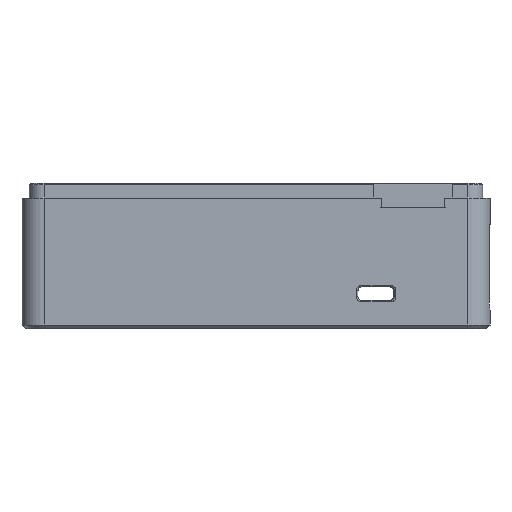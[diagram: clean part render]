
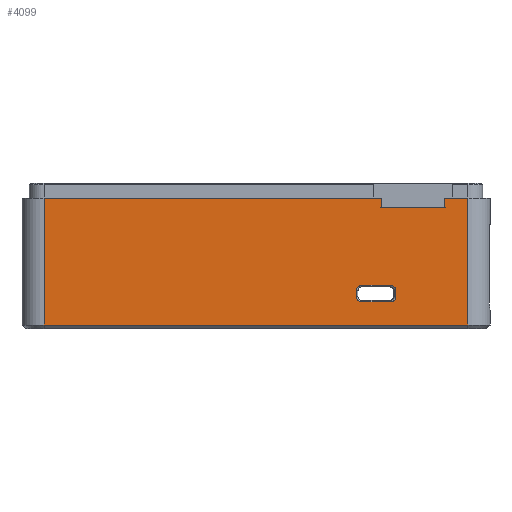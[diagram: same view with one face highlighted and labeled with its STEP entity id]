
A CAD part, left-side view. The second image highlights one B-rep face of the part: STEP entity #4099.
In plain terms, the highlighted planar face has unit normal (-1, 0, 0).
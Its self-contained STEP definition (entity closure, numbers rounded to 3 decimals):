
#45=FACE_BOUND('',#624,.T.);
#177=CIRCLE('',#4413,0.715);
#178=CIRCLE('',#4414,0.715);
#179=CIRCLE('',#4415,0.715);
#180=CIRCLE('',#4416,0.715);
#371=FACE_OUTER_BOUND('',#623,.T.);
#623=EDGE_LOOP('',(#2980,#2981,#2982,#2983,#2984,#2985,#2986,#2987));
#624=EDGE_LOOP('',(#2988,#2989,#2990,#2991,#2992,#2993,#2994,#2995));
#832=LINE('',#6019,#1268);
#840=LINE('',#6055,#1276);
#875=LINE('',#6175,#1311);
#968=LINE('',#6400,#1404);
#970=LINE('',#6406,#1406);
#971=LINE('',#6408,#1407);
#972=LINE('',#6409,#1408);
#973=LINE('',#6410,#1409);
#974=LINE('',#6413,#1410);
#975=LINE('',#6417,#1411);
#976=LINE('',#6421,#1412);
#977=LINE('',#6425,#1413);
#1268=VECTOR('',#4752,10.);
#1276=VECTOR('',#4780,10.);
#1311=VECTOR('',#4881,10.);
#1404=VECTOR('',#5080,10.);
#1406=VECTOR('',#5086,10.);
#1407=VECTOR('',#5087,10.);
#1408=VECTOR('',#5088,10.);
#1409=VECTOR('',#5089,10.);
#1410=VECTOR('',#5090,10.);
#1411=VECTOR('',#5093,10.);
#1412=VECTOR('',#5096,10.);
#1413=VECTOR('',#5099,10.);
#1701=VERTEX_POINT('',#6009);
#1703=VERTEX_POINT('',#6015);
#1714=VERTEX_POINT('',#6053);
#1757=VERTEX_POINT('',#6172);
#1758=VERTEX_POINT('',#6174);
#1837=VERTEX_POINT('',#6399);
#1839=VERTEX_POINT('',#6405);
#1840=VERTEX_POINT('',#6407);
#1841=VERTEX_POINT('',#6411);
#1842=VERTEX_POINT('',#6412);
#1843=VERTEX_POINT('',#6414);
#1844=VERTEX_POINT('',#6416);
#1845=VERTEX_POINT('',#6418);
#1846=VERTEX_POINT('',#6420);
#1847=VERTEX_POINT('',#6422);
#1848=VERTEX_POINT('',#6424);
#2078=EDGE_CURVE('',#1701,#1703,#832,.T.);
#2093=EDGE_CURVE('',#1714,#1701,#840,.T.);
#2148=EDGE_CURVE('',#1758,#1757,#875,.T.);
#2261=EDGE_CURVE('',#1703,#1837,#968,.T.);
#2264=EDGE_CURVE('',#1714,#1839,#970,.F.);
#2265=EDGE_CURVE('',#1839,#1840,#971,.T.);
#2266=EDGE_CURVE('',#1840,#1758,#972,.F.);
#2267=EDGE_CURVE('',#1757,#1837,#973,.F.);
#2268=EDGE_CURVE('',#1841,#1842,#974,.T.);
#2269=EDGE_CURVE('',#1843,#1841,#177,.T.);
#2270=EDGE_CURVE('',#1844,#1843,#975,.T.);
#2271=EDGE_CURVE('',#1845,#1844,#178,.T.);
#2272=EDGE_CURVE('',#1846,#1845,#976,.T.);
#2273=EDGE_CURVE('',#1847,#1846,#179,.T.);
#2274=EDGE_CURVE('',#1848,#1847,#977,.T.);
#2275=EDGE_CURVE('',#1842,#1848,#180,.T.);
#2980=ORIENTED_EDGE('',*,*,#2078,.F.);
#2981=ORIENTED_EDGE('',*,*,#2093,.F.);
#2982=ORIENTED_EDGE('',*,*,#2264,.T.);
#2983=ORIENTED_EDGE('',*,*,#2265,.T.);
#2984=ORIENTED_EDGE('',*,*,#2266,.T.);
#2985=ORIENTED_EDGE('',*,*,#2148,.T.);
#2986=ORIENTED_EDGE('',*,*,#2267,.T.);
#2987=ORIENTED_EDGE('',*,*,#2261,.F.);
#2988=ORIENTED_EDGE('',*,*,#2268,.F.);
#2989=ORIENTED_EDGE('',*,*,#2269,.F.);
#2990=ORIENTED_EDGE('',*,*,#2270,.F.);
#2991=ORIENTED_EDGE('',*,*,#2271,.F.);
#2992=ORIENTED_EDGE('',*,*,#2272,.F.);
#2993=ORIENTED_EDGE('',*,*,#2273,.F.);
#2994=ORIENTED_EDGE('',*,*,#2274,.F.);
#2995=ORIENTED_EDGE('',*,*,#2275,.F.);
#3938=PLANE('',#4412);
#4099=ADVANCED_FACE('',(#371,#45),#3938,.F.);
#4412=AXIS2_PLACEMENT_3D('',#6404,#5084,#5085);
#4413=AXIS2_PLACEMENT_3D('',#6415,#5091,#5092);
#4414=AXIS2_PLACEMENT_3D('',#6419,#5094,#5095);
#4415=AXIS2_PLACEMENT_3D('',#6423,#5097,#5098);
#4416=AXIS2_PLACEMENT_3D('',#6426,#5100,#5101);
#4752=DIRECTION('',(0.,1.,0.));
#4780=DIRECTION('',(0.,0.,-1.));
#4881=DIRECTION('',(0.,0.,1.));
#5080=DIRECTION('',(0.,0.,1.));
#5084=DIRECTION('center_axis',(1.,0.,0.));
#5085=DIRECTION('ref_axis',(0.,-1.,0.));
#5086=DIRECTION('',(0.,-1.,0.));
#5087=DIRECTION('',(0.,0.,-1.));
#5088=DIRECTION('',(0.,-1.,0.));
#5089=DIRECTION('',(0.,-1.,0.));
#5090=DIRECTION('',(0.,0.,1.));
#5091=DIRECTION('center_axis',(-1.,0.,0.));
#5092=DIRECTION('ref_axis',(0.,-0.707,-0.707));
#5093=DIRECTION('',(0.,-1.,0.));
#5094=DIRECTION('center_axis',(-1.,0.,0.));
#5095=DIRECTION('ref_axis',(0.,0.707,0.707));
#5096=DIRECTION('',(0.,0.,-1.));
#5097=DIRECTION('center_axis',(-1.,0.,0.));
#5098=DIRECTION('ref_axis',(0.,0.707,0.707));
#5099=DIRECTION('',(0.,1.,0.));
#5100=DIRECTION('center_axis',(-1.,0.,0.));
#5101=DIRECTION('ref_axis',(0.,0.707,0.707));
#6009=CARTESIAN_POINT('',(-2.198,-2.485,-5.924));
#6015=CARTESIAN_POINT('',(-2.198,55.269,-5.924));
#6019=CARTESIAN_POINT('',(-2.198,-4.485,-5.924));
#6053=CARTESIAN_POINT('',(-2.198,-2.485,11.376));
#6055=CARTESIAN_POINT('',(-2.198,-2.485,2.376));
#6172=CARTESIAN_POINT('',(-2.198,9.252,11.376));
#6174=CARTESIAN_POINT('',(-2.198,9.252,10.076));
#6175=CARTESIAN_POINT('',(-2.198,9.252,11.076));
#6399=CARTESIAN_POINT('',(-2.198,55.269,11.376));
#6400=CARTESIAN_POINT('',(-2.198,55.269,2.376));
#6404=CARTESIAN_POINT('Origin',(-2.198,-4.485,2.376));
#6405=CARTESIAN_POINT('',(-2.198,0.748,11.376));
#6406=CARTESIAN_POINT('',(-2.198,-4.485,11.376));
#6407=CARTESIAN_POINT('',(-2.198,0.748,10.076));
#6408=CARTESIAN_POINT('',(-2.198,0.748,11.076));
#6409=CARTESIAN_POINT('',(-2.198,0.257,10.076));
#6410=CARTESIAN_POINT('',(-2.198,-4.485,11.376));
#6411=CARTESIAN_POINT('',(-2.198,7.358,-2.063));
#6412=CARTESIAN_POINT('',(-2.198,7.358,-1.239));
#6413=CARTESIAN_POINT('',(-2.198,7.358,0.157));
#6414=CARTESIAN_POINT('',(-2.198,8.073,-2.778));
#6415=CARTESIAN_POINT('Origin',(-2.198,8.073,-2.063));
#6416=CARTESIAN_POINT('',(-2.198,11.987,-2.778));
#6417=CARTESIAN_POINT('',(-2.198,3.236,-2.778));
#6418=CARTESIAN_POINT('',(-2.198,12.702,-2.063));
#6419=CARTESIAN_POINT('Origin',(-2.198,11.987,-2.063));
#6420=CARTESIAN_POINT('',(-2.198,12.702,-1.239));
#6421=CARTESIAN_POINT('',(-2.198,12.702,0.569));
#6422=CARTESIAN_POINT('',(-2.198,11.987,-0.524));
#6423=CARTESIAN_POINT('Origin',(-2.198,11.987,-1.239));
#6424=CARTESIAN_POINT('',(-2.198,8.073,-0.524));
#6425=CARTESIAN_POINT('',(-2.198,2.309,-0.524));
#6426=CARTESIAN_POINT('Origin',(-2.198,8.073,-1.239));
